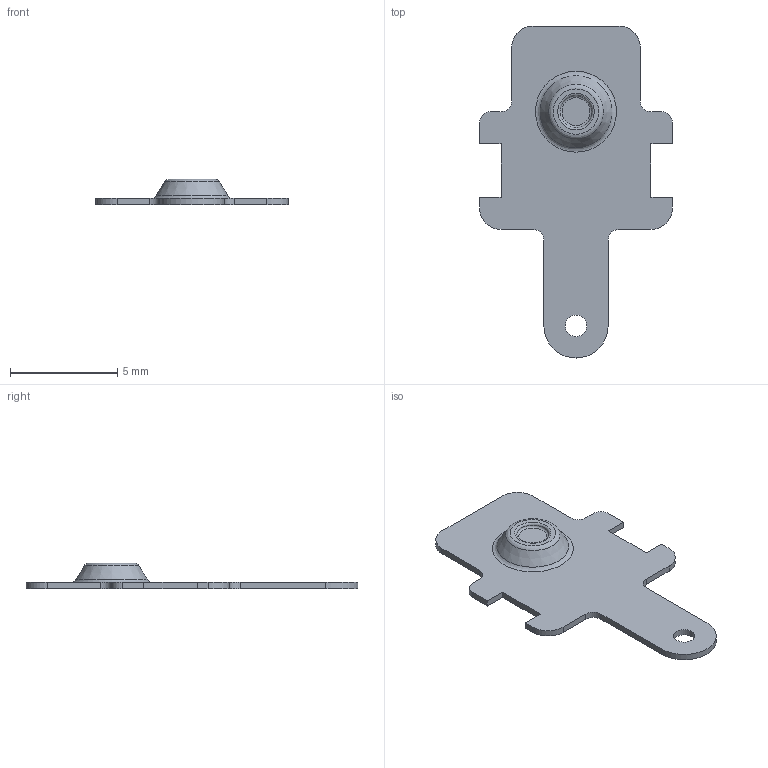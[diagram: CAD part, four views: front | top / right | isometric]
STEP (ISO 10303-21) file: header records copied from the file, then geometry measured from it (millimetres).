
FILE_DESCRIPTION(/* description */ (''),/* implementation_level */ '2;1');
FILE_NAME(/* name */ 'AAA+.step',/* time_stamp */ '2024-06-08T21:38:16+09:00',/* author */ (''),/* organization */ (''),/* preprocessor_version */ 'ST-DEVELOPER v20',/* originating_system */ 'Autodesk Translation Framework v13.14.0.145',/* authorisation */ '');
FILE_SCHEMA (('AUTOMOTIVE_DESIGN { 1 0 10303 214 3 1 1 }'));
Length unit declared in the file: millimetre
Products named in the file (1): 板バネプラス
Bounding box: 9 x 15.5 x 1.2 mm (x, y, z)
Volume: 31.1 mm3; surface area: 188.3 mm2
Topology: 1 solids, 1 shells, 40 faces, 105 edges, 69 vertices
Faces by surface type: plane 23, cylinder 12, torus 4, cone 1
Full cylindrical faces by diameter (mm): 1 x1
Entity records: 1284 total; most frequent: DIRECTION 222, CARTESIAN_POINT 215, ORIENTED_EDGE 210, EDGE_CURVE 105, AXIS2_PLACEMENT_3D 76, LINE 70, VECTOR 70, VERTEX_POINT 69
